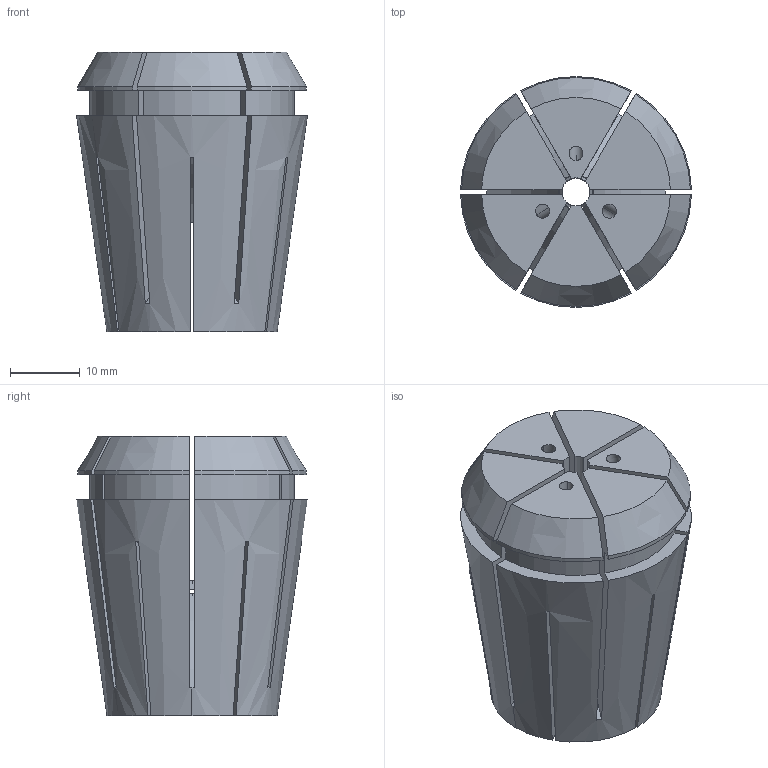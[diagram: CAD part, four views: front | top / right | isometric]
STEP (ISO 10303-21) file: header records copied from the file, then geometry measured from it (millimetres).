
FILE_DESCRIPTION (( 'STEP AP203' ), '1' );
FILE_NAME ('STP-5250-112-032-004-0(04433-04).STEP', '2021-09-23T10:53:37', ( '' ), ( '' ), 'SwSTEP 2.0', 'SolidWorks 2017', '' );
FILE_SCHEMA (( 'CONFIG_CONTROL_DESIGN' ));
Length unit declared in the file: millimetre
Products named in the file (1): STP-5250-112-032-004-0(04433-04)
Bounding box: 32.99 x 33 x 40 mm (x, y, z)
Volume: 23116.5 mm3; surface area: 13236.5 mm2
Topology: 1 solids, 1 shells, 112 faces, 378 edges, 252 vertices
Faces by surface type: plane 55, cylinder 49, cone 8
Entity records: 4444 total; most frequent: CARTESIAN_POINT 1108, ORIENTED_EDGE 756, DIRECTION 640, EDGE_CURVE 378, VERTEX_POINT 252, AXIS2_PLACEMENT_3D 239, LINE 162, VECTOR 162
